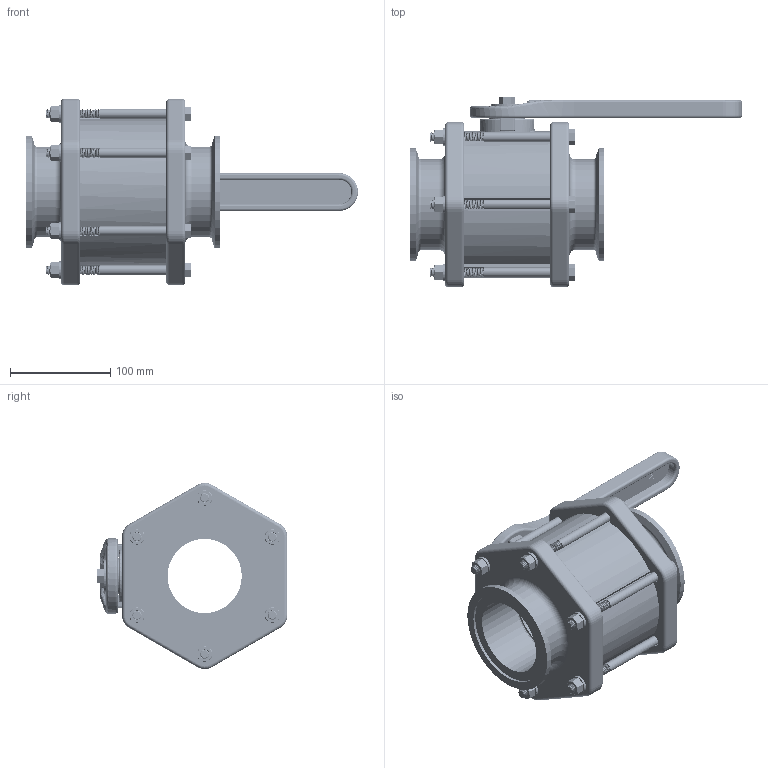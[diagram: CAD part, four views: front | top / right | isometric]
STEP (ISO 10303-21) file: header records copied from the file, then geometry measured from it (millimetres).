
FILE_DESCRIPTION(/* description */ ('3" FLANGED MNFLD VALVE'),/* implementation_level */ '2;1');
FILE_NAME(/* name */ 'MV301CF.stp',/* time_stamp */ '2020-06-24T13:07:52-04:00',/* author */ ('MEG'),/* organization */ (''),/* preprocessor_version */ 'ST-DEVELOPER v17.2',/* originating_system */ 'Autodesk Inventor 2019',/* authorisation */ '');
FILE_SCHEMA (('AUTOMOTIVE_DESIGN { 1 0 10303 214 3 1 1 }'));
Length unit declared in the file: inch
Products named in the file (21): MV301CF; V35254A; V35278A; V35278AX; V20018; V20019; V25018; V25020; V25060; V25121; V30151; V30151X; V25153; V25160; V25163; V35255A; V35255AM; V35255AY; V35255AX; V35258A; V35265
Assembly tree (38 placements, depth 5):
  MV301CF
    V35254A
    V35278A  x2
      V35278AX
    V20018  x6
    V20019  x6
    V25018  x6
    V25020
    V25060
    V25121
    V30151
      V30151X
    V25153
    V25160
    V25163
    V35255A
      V35255AM
        V35255AY
          V35255AX
    V35258A  x2
    V35265  x2
Bounding box: 331.85 x 190.42 x 186.22 mm (x, y, z)
Volume: 1943153.1 mm3; surface area: 472248 mm2
Topology: 34 solids, 34 shells, 2002 faces, 5005 edges, 3150 vertices
Faces by surface type: cylinder 906, plane 666, cone 223, bspline 113, torus 78, sphere 16
Full cylindrical faces by diameter (mm): 7.633 x234, 7.798 x1, 9.173 x246, 9.525 x8, 10.312 x1, 11.176 x12, 11.557 x2, 12.7 x2, 14.275 x1, 25.4 x2, 25.527 x1, 25.806 x1, 31.521 x1, 31.623 x1, 31.75 x3, 35.306 x1, 36.525 x1, 37.084 x2, 54.61 x1, 74.168 x1, 76.2 x2, 78.74 x2, 81.585 x2, 82.55 x2, 86.665 x2, 90.424 x2, 95.758 x2, 100.33 x2, 100.787 x2, 112.903 x2
Entity records: 37516 total; most frequent: CARTESIAN_POINT 11408, ORIENTED_EDGE 5382, DIRECTION 5075, EDGE_CURVE 2691, AXIS2_PLACEMENT_3D 1761, VERTEX_POINT 1722, LINE 1553, VECTOR 1553
